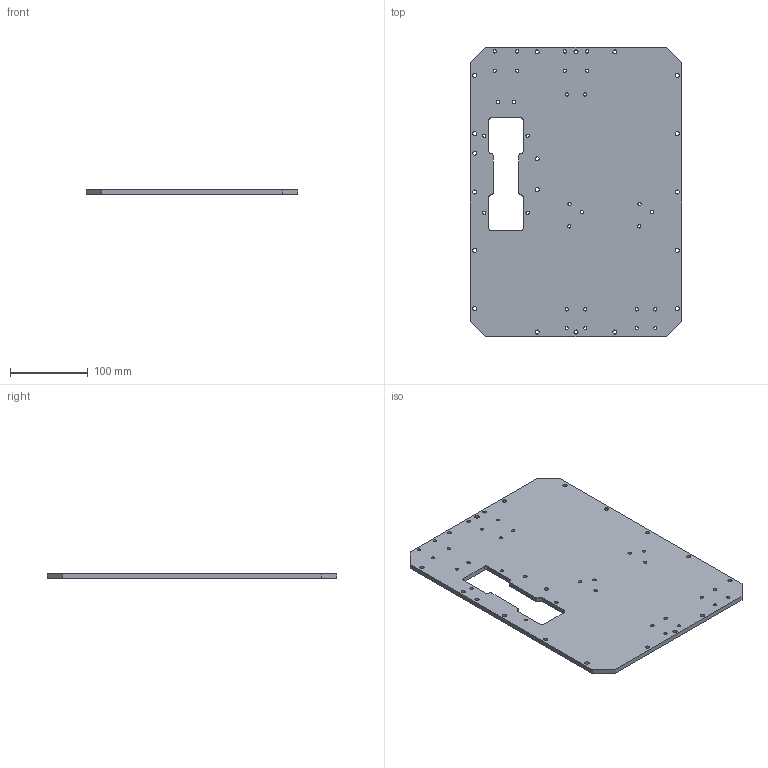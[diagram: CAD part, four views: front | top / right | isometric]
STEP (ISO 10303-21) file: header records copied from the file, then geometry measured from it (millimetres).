
FILE_DESCRIPTION(/* description */ (''),/* implementation_level */ '2;1');
FILE_NAME(/* name */ 'Base_Sheet.stp',/* time_stamp */ '2020-05-25T16:05:08+02:00',/* author */ ('gasparoto'),/* organization */ (''),/* preprocessor_version */ 'ST-DEVELOPER v18',/* originating_system */ 'Autodesk Inventor 2020',/* authorisation */ '');
FILE_SCHEMA (('AUTOMOTIVE_DESIGN { 1 0 10303 214 3 1 1 }'));
Length unit declared in the file: millimetre
Products named in the file (1): Base_Sheet
Bounding box: 271.79 x 371.79 x 6 mm (x, y, z)
Volume: 561849.8 mm3; surface area: 201270.3 mm2
Topology: 1 solids, 1 shells, 79 faces, 280 edges, 203 vertices
Faces by surface type: cylinder 61, plane 18
Full cylindrical faces by diameter (mm): 4.2 x30, 5.2 x19
Entity records: 3427 total; most frequent: DIRECTION 611, CARTESIAN_POINT 563, ORIENTED_EDGE 560, EDGE_CURVE 280, AXIS2_PLACEMENT_3D 251, VERTEX_POINT 203, EDGE_LOOP 179, CIRCLE 171
